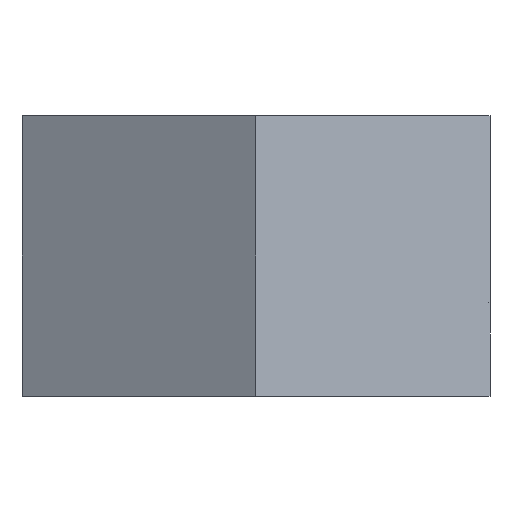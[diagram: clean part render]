
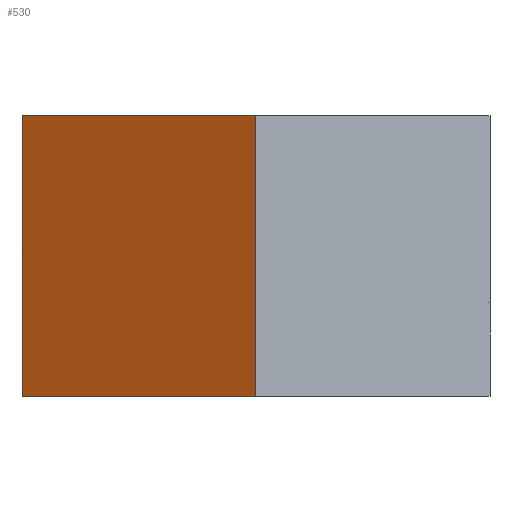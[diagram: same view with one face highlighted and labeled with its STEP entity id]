
A CAD part, left-side view. The second image highlights one B-rep face of the part: STEP entity #530.
In plain terms, the highlighted planar face has unit normal (-0.866, 0.5, 0).
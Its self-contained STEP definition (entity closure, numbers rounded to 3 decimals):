
#4 = CARTESIAN_POINT ( 'NONE',  ( -144.338, 250., 0. ) ) ;
#16 = CARTESIAN_POINT ( 'NONE',  ( -144.338, 250., 0. ) ) ;
#34 = ORIENTED_EDGE ( 'NONE', *, *, #738, .T. ) ;
#79 = CARTESIAN_POINT ( 'NONE',  ( -288.675, 0., 300. ) ) ;
#102 = VECTOR ( 'NONE', #413, 1000. ) ;
#113 = LINE ( 'NONE', #185, #298 ) ;
#116 = VERTEX_POINT ( 'NONE', #79 ) ;
#157 = DIRECTION ( 'NONE',  ( -0.5, -0.866, 0. ) ) ;
#159 = FACE_OUTER_BOUND ( 'NONE', #737, .T. ) ;
#185 = CARTESIAN_POINT ( 'NONE',  ( -288.675, 0., 300. ) ) ;
#194 = ORIENTED_EDGE ( 'NONE', *, *, #876, .T. ) ;
#219 = EDGE_CURVE ( 'NONE', #116, #889, #113, .T. ) ;
#246 = ORIENTED_EDGE ( 'NONE', *, *, #219, .F. ) ;
#292 = DIRECTION ( 'NONE',  ( 0.5, 0.866, 0. ) ) ;
#298 = VECTOR ( 'NONE', #824, 1000. ) ;
#301 = CARTESIAN_POINT ( 'NONE',  ( -288.675, 0., 0. ) ) ;
#308 = LINE ( 'NONE', #843, #467 ) ;
#411 = VECTOR ( 'NONE', #157, 1000. ) ;
#413 = DIRECTION ( 'NONE',  ( 0., 0., -1. ) ) ;
#467 = VECTOR ( 'NONE', #791, 1000. ) ;
#510 = PLANE ( 'NONE',  #865 ) ;
#519 = CARTESIAN_POINT ( 'NONE',  ( -144.338, 250., 300. ) ) ;
#530 = ADVANCED_FACE ( 'NONE', ( #159 ), #510, .F. ) ;
#540 = EDGE_CURVE ( 'NONE', #884, #116, #308, .T. ) ;
#647 = CARTESIAN_POINT ( 'NONE',  ( -144.338, 250., 300. ) ) ;
#659 = DIRECTION ( 'NONE',  ( 0.866, -0.5, 0. ) ) ;
#737 = EDGE_LOOP ( 'NONE', ( #194, #246, #902, #34 ) ) ;
#738 = EDGE_CURVE ( 'NONE', #884, #770, #771, .T. ) ;
#770 = VERTEX_POINT ( 'NONE', #4 ) ;
#771 = LINE ( 'NONE', #906, #102 ) ;
#791 = DIRECTION ( 'NONE',  ( -0.5, -0.866, 0. ) ) ;
#824 = DIRECTION ( 'NONE',  ( 0., 0., -1. ) ) ;
#843 = CARTESIAN_POINT ( 'NONE',  ( -144.338, 250., 300. ) ) ;
#865 = AXIS2_PLACEMENT_3D ( 'NONE', #519, #659, #292 ) ;
#871 = LINE ( 'NONE', #16, #411 ) ;
#876 = EDGE_CURVE ( 'NONE', #770, #889, #871, .T. ) ;
#884 = VERTEX_POINT ( 'NONE', #647 ) ;
#889 = VERTEX_POINT ( 'NONE', #301 ) ;
#902 = ORIENTED_EDGE ( 'NONE', *, *, #540, .F. ) ;
#906 = CARTESIAN_POINT ( 'NONE',  ( -144.338, 250., 300. ) ) ;
